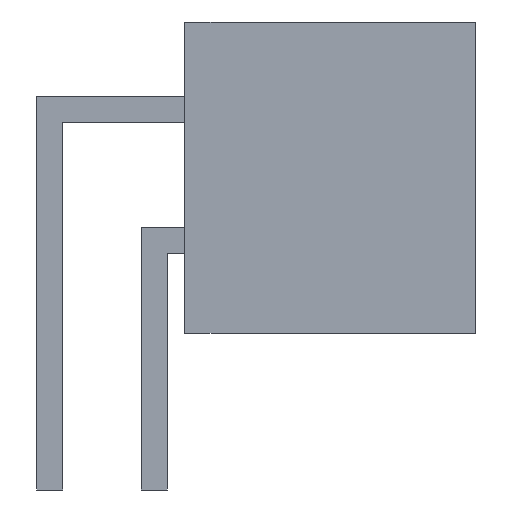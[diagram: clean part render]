
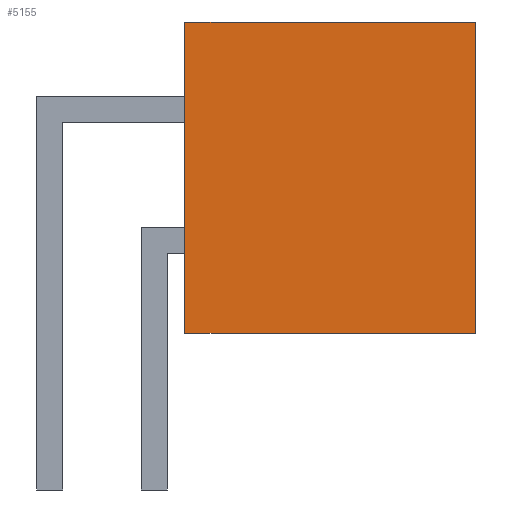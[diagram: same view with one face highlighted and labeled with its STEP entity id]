
A CAD part, left-side view. The second image highlights one B-rep face of the part: STEP entity #5155.
In plain terms, the highlighted planar face has unit normal (-1, 0, 0).
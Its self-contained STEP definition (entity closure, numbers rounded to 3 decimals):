
#4893 = VERTEX_POINT('',#4894);
#4894 = CARTESIAN_POINT('',(-7.05,-1.59,0.));
#4903 = PLANE('',#4904);
#4904 = AXIS2_PLACEMENT_3D('',#4905,#4906,#4907);
#4905 = CARTESIAN_POINT('',(-7.05,-1.59,0.));
#4906 = DIRECTION('',(0.,-1.,0.));
#4907 = DIRECTION('',(0.,0.,1.));
#4915 = PLANE('',#4916);
#4916 = AXIS2_PLACEMENT_3D('',#4917,#4918,#4919);
#4917 = CARTESIAN_POINT('',(-7.05,-7.15,0.));
#4918 = DIRECTION('',(0.,0.,1.));
#4919 = DIRECTION('',(0.,1.,0.));
#4956 = VERTEX_POINT('',#4957);
#4957 = CARTESIAN_POINT('',(-7.05,-1.59,5.96));
#4971 = PLANE('',#4972);
#4972 = AXIS2_PLACEMENT_3D('',#4973,#4974,#4975);
#4973 = CARTESIAN_POINT('',(-7.05,-1.59,5.96));
#4974 = DIRECTION('',(0.,0.,-1.));
#4975 = DIRECTION('',(0.,-1.,0.));
#4983 = EDGE_CURVE('',#4893,#4956,#4984,.T.);
#4984 = SURFACE_CURVE('',#4985,(#4989,#4996),.PCURVE_S1.);
#4985 = LINE('',#4986,#4987);
#4986 = CARTESIAN_POINT('',(-7.05,-1.59,0.));
#4987 = VECTOR('',#4988,1.);
#4988 = DIRECTION('',(0.,0.,1.));
#4989 = PCURVE('',#4903,#4990);
#4990 = DEFINITIONAL_REPRESENTATION('',(#4991),#4995);
#4991 = LINE('',#4992,#4993);
#4992 = CARTESIAN_POINT('',(0.,0.));
#4993 = VECTOR('',#4994,1.);
#4994 = DIRECTION('',(1.,0.));
#4995 = ( GEOMETRIC_REPRESENTATION_CONTEXT(2) 
PARAMETRIC_REPRESENTATION_CONTEXT() REPRESENTATION_CONTEXT('2D SPACE',''
  ) );
#4996 = PCURVE('',#4997,#5002);
#4997 = PLANE('',#4998);
#4998 = AXIS2_PLACEMENT_3D('',#4999,#5000,#5001);
#4999 = CARTESIAN_POINT('',(-7.05,-1.59,0.));
#5000 = DIRECTION('',(-1.,0.,0.));
#5001 = DIRECTION('',(0.,-1.,0.));
#5002 = DEFINITIONAL_REPRESENTATION('',(#5003),#5007);
#5003 = LINE('',#5004,#5005);
#5004 = CARTESIAN_POINT('',(0.,0.));
#5005 = VECTOR('',#5006,1.);
#5006 = DIRECTION('',(0.,1.));
#5007 = ( GEOMETRIC_REPRESENTATION_CONTEXT(2) 
PARAMETRIC_REPRESENTATION_CONTEXT() REPRESENTATION_CONTEXT('2D SPACE',''
  ) );
#5013 = VERTEX_POINT('',#5014);
#5014 = CARTESIAN_POINT('',(-7.05,-7.15,0.));
#5030 = PLANE('',#5031);
#5031 = AXIS2_PLACEMENT_3D('',#5032,#5033,#5034);
#5032 = CARTESIAN_POINT('',(-7.05,-7.15,5.96));
#5033 = DIRECTION('',(0.,1.,0.));
#5034 = DIRECTION('',(0.,0.,-1.));
#5064 = EDGE_CURVE('',#5013,#4893,#5065,.T.);
#5065 = SURFACE_CURVE('',#5066,(#5070,#5077),.PCURVE_S1.);
#5066 = LINE('',#5067,#5068);
#5067 = CARTESIAN_POINT('',(-7.05,-7.15,0.));
#5068 = VECTOR('',#5069,1.);
#5069 = DIRECTION('',(0.,1.,0.));
#5070 = PCURVE('',#4915,#5071);
#5071 = DEFINITIONAL_REPRESENTATION('',(#5072),#5076);
#5072 = LINE('',#5073,#5074);
#5073 = CARTESIAN_POINT('',(0.,0.));
#5074 = VECTOR('',#5075,1.);
#5075 = DIRECTION('',(1.,0.));
#5076 = ( GEOMETRIC_REPRESENTATION_CONTEXT(2) 
PARAMETRIC_REPRESENTATION_CONTEXT() REPRESENTATION_CONTEXT('2D SPACE',''
  ) );
#5077 = PCURVE('',#4997,#5078);
#5078 = DEFINITIONAL_REPRESENTATION('',(#5079),#5083);
#5079 = LINE('',#5080,#5081);
#5080 = CARTESIAN_POINT('',(5.56,0.));
#5081 = VECTOR('',#5082,1.);
#5082 = DIRECTION('',(-1.,0.));
#5083 = ( GEOMETRIC_REPRESENTATION_CONTEXT(2) 
PARAMETRIC_REPRESENTATION_CONTEXT() REPRESENTATION_CONTEXT('2D SPACE',''
  ) );
#5113 = VERTEX_POINT('',#5114);
#5114 = CARTESIAN_POINT('',(-7.05,-7.15,5.96));
#5135 = EDGE_CURVE('',#4956,#5113,#5136,.T.);
#5136 = SURFACE_CURVE('',#5137,(#5141,#5148),.PCURVE_S1.);
#5137 = LINE('',#5138,#5139);
#5138 = CARTESIAN_POINT('',(-7.05,-1.59,5.96));
#5139 = VECTOR('',#5140,1.);
#5140 = DIRECTION('',(0.,-1.,0.));
#5141 = PCURVE('',#4971,#5142);
#5142 = DEFINITIONAL_REPRESENTATION('',(#5143),#5147);
#5143 = LINE('',#5144,#5145);
#5144 = CARTESIAN_POINT('',(0.,0.));
#5145 = VECTOR('',#5146,1.);
#5146 = DIRECTION('',(1.,0.));
#5147 = ( GEOMETRIC_REPRESENTATION_CONTEXT(2) 
PARAMETRIC_REPRESENTATION_CONTEXT() REPRESENTATION_CONTEXT('2D SPACE',''
  ) );
#5148 = PCURVE('',#4997,#5149);
#5149 = DEFINITIONAL_REPRESENTATION('',(#5150),#5154);
#5150 = LINE('',#5151,#5152);
#5151 = CARTESIAN_POINT('',(0.,5.96));
#5152 = VECTOR('',#5153,1.);
#5153 = DIRECTION('',(1.,0.));
#5154 = ( GEOMETRIC_REPRESENTATION_CONTEXT(2) 
PARAMETRIC_REPRESENTATION_CONTEXT() REPRESENTATION_CONTEXT('2D SPACE',''
  ) );
#5155 = ADVANCED_FACE('',(#5156),#4997,.T.);
#5156 = FACE_BOUND('',#5157,.F.);
#5157 = EDGE_LOOP('',(#5158,#5159,#5160,#5181));
#5158 = ORIENTED_EDGE('',*,*,#4983,.T.);
#5159 = ORIENTED_EDGE('',*,*,#5135,.T.);
#5160 = ORIENTED_EDGE('',*,*,#5161,.T.);
#5161 = EDGE_CURVE('',#5113,#5013,#5162,.T.);
#5162 = SURFACE_CURVE('',#5163,(#5167,#5174),.PCURVE_S1.);
#5163 = LINE('',#5164,#5165);
#5164 = CARTESIAN_POINT('',(-7.05,-7.15,5.96));
#5165 = VECTOR('',#5166,1.);
#5166 = DIRECTION('',(0.,0.,-1.));
#5167 = PCURVE('',#4997,#5168);
#5168 = DEFINITIONAL_REPRESENTATION('',(#5169),#5173);
#5169 = LINE('',#5170,#5171);
#5170 = CARTESIAN_POINT('',(5.56,5.96));
#5171 = VECTOR('',#5172,1.);
#5172 = DIRECTION('',(0.,-1.));
#5173 = ( GEOMETRIC_REPRESENTATION_CONTEXT(2) 
PARAMETRIC_REPRESENTATION_CONTEXT() REPRESENTATION_CONTEXT('2D SPACE',''
  ) );
#5174 = PCURVE('',#5030,#5175);
#5175 = DEFINITIONAL_REPRESENTATION('',(#5176),#5180);
#5176 = LINE('',#5177,#5178);
#5177 = CARTESIAN_POINT('',(0.,0.));
#5178 = VECTOR('',#5179,1.);
#5179 = DIRECTION('',(1.,0.));
#5180 = ( GEOMETRIC_REPRESENTATION_CONTEXT(2) 
PARAMETRIC_REPRESENTATION_CONTEXT() REPRESENTATION_CONTEXT('2D SPACE',''
  ) );
#5181 = ORIENTED_EDGE('',*,*,#5064,.T.);
